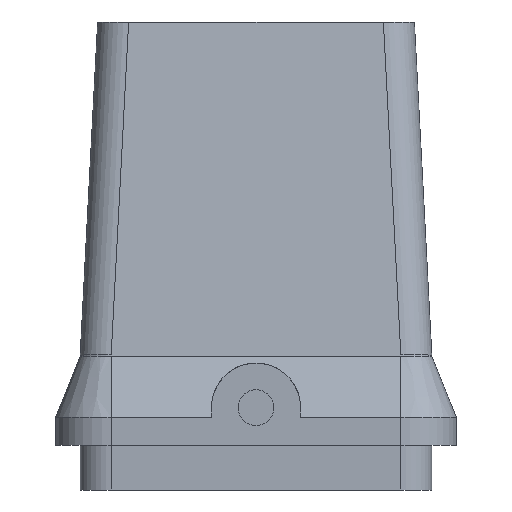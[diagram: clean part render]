
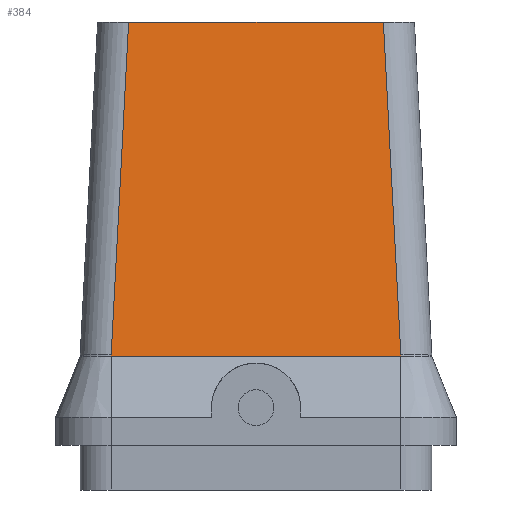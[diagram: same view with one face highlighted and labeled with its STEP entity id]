
A CAD part, left-side view. The second image highlights one B-rep face of the part: STEP entity #384.
In plain terms, the highlighted planar face has unit normal (-0.994, 0, 0.113).
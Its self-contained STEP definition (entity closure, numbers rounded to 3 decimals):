
#384 = ADVANCED_FACE( '', ( #919 ), #920, .F. );
#919 = FACE_OUTER_BOUND( '', #1953, .T. );
#920 = PLANE( '', #1954 );
#1953 = EDGE_LOOP( '', ( #3216, #3217, #3218, #3219, #3220, #3221, #3222, #3223 ) );
#1954 = AXIS2_PLACEMENT_3D( '', #3224, #3225, #3226 );
#3216 = ORIENTED_EDGE( '', *, *, #4927, .F. );
#3217 = ORIENTED_EDGE( '', *, *, #4928, .T. );
#3218 = ORIENTED_EDGE( '', *, *, #4867, .T. );
#3219 = ORIENTED_EDGE( '', *, *, #4802, .T. );
#3220 = ORIENTED_EDGE( '', *, *, #4929, .T. );
#3221 = ORIENTED_EDGE( '', *, *, #4865, .F. );
#3222 = ORIENTED_EDGE( '', *, *, #4584, .F. );
#3223 = ORIENTED_EDGE( '', *, *, #4605, .F. );
#3224 = CARTESIAN_POINT( '', ( -60.5, 124.121, 20. ) );
#3225 = DIRECTION( '', ( 0.994, 0., -0.113 ) );
#3226 = DIRECTION( '', ( -0.113, 0., -0.994 ) );
#4584 = EDGE_CURVE( '', #5383, #5378, #5385, .T. );
#4605 = EDGE_CURVE( '', #5419, #5383, #5421, .F. );
#4802 = EDGE_CURVE( '', #5751, #5372, #5752, .T. );
#4865 = EDGE_CURVE( '', #5378, #5619, #5853, .T. );
#4867 = EDGE_CURVE( '', #5855, #5751, #5856, .T. );
#4927 = EDGE_CURVE( '', #5950, #5419, #5951, .T. );
#4928 = EDGE_CURVE( '', #5950, #5855, #5952, .F. );
#4929 = EDGE_CURVE( '', #5372, #5619, #5953, .T. );
#5372 = VERTEX_POINT( '', #6534 );
#5378 = VERTEX_POINT( '', #6542 );
#5383 = VERTEX_POINT( '', #6622 );
#5385 = B_SPLINE_CURVE_WITH_KNOTS( '', 3, ( #6624, #6625, #6626, #6627 ), .UNSPECIFIED., .F., .F., ( 4, 4 ), ( 0., 0. ), .UNSPECIFIED. );
#5419 = VERTEX_POINT( '', #6745 );
#5421 = LINE( '', #6747, #6748 );
#5619 = VERTEX_POINT( '', #7096 );
#5751 = VERTEX_POINT( '', #7385 );
#5752 = LINE( '', #7386, #7387 );
#5853 = LINE( '', #7603, #7604 );
#5855 = VERTEX_POINT( '', #7606 );
#5856 = B_SPLINE_CURVE_WITH_KNOTS( '', 3, ( #7607, #7608, #7609, #7610 ), .UNSPECIFIED., .F., .F., ( 4, 4 ), ( 0., 0. ), .UNSPECIFIED. );
#5950 = VERTEX_POINT( '', #7740 );
#5951 = LINE( '', #7741, #7742 );
#5952 = LINE( '', #7743, #7744 );
#5953 = LINE( '', #7745, #7746 );
#6534 = CARTESIAN_POINT( '', ( -60.5, 32.5, 20. ) );
#6542 = CARTESIAN_POINT( '', ( -60.5, -32.545, 20. ) );
#6622 = CARTESIAN_POINT( '', ( -60.452, -32.51, 20.422 ) );
#6624 = CARTESIAN_POINT( '', ( -60.452, -32.51, 20.422 ) );
#6625 = CARTESIAN_POINT( '', ( -60.468, -32.517, 20.281 ) );
#6626 = CARTESIAN_POINT( '', ( -60.484, -32.529, 20.14 ) );
#6627 = CARTESIAN_POINT( '', ( -60.5, -32.545, 20. ) );
#6745 = CARTESIAN_POINT( '', ( -52., -28.601, 95. ) );
#6747 = CARTESIAN_POINT( '', ( -60.541, -32.551, 19.64 ) );
#6748 = VECTOR( '', #8560, 1000. );
#7096 = CARTESIAN_POINT( '', ( -60.5, -32.5, 20. ) );
#7385 = CARTESIAN_POINT( '', ( -60.5, 32.545, 20. ) );
#7386 = CARTESIAN_POINT( '', ( -60.5, 124.121, 20. ) );
#7387 = VECTOR( '', #8747, 1000. );
#7603 = CARTESIAN_POINT( '', ( -60.5, -124.121, 20. ) );
#7604 = VECTOR( '', #8820, 1000. );
#7606 = CARTESIAN_POINT( '', ( -60.452, 32.51, 20.422 ) );
#7607 = CARTESIAN_POINT( '', ( -60.452, 32.51, 20.422 ) );
#7608 = CARTESIAN_POINT( '', ( -60.468, 32.517, 20.281 ) );
#7609 = CARTESIAN_POINT( '', ( -60.484, 32.529, 20.14 ) );
#7610 = CARTESIAN_POINT( '', ( -60.5, 32.545, 20. ) );
#7740 = CARTESIAN_POINT( '', ( -52., 28.601, 95. ) );
#7741 = CARTESIAN_POINT( '', ( -52., 0., 95. ) );
#7742 = VECTOR( '', #8893, 1000. );
#7743 = CARTESIAN_POINT( '', ( -60.541, 32.551, 19.64 ) );
#7744 = VECTOR( '', #8894, 1000. );
#7745 = CARTESIAN_POINT( '', ( -60.5, 124.121, 20. ) );
#7746 = VECTOR( '', #8895, 1000. );
#8560 = DIRECTION( '', ( 0.112, 0.052, 0.992 ) );
#8747 = DIRECTION( '', ( 0., -1., 0. ) );
#8820 = DIRECTION( '', ( 0., 1., 0. ) );
#8893 = DIRECTION( '', ( 0., -1., 0. ) );
#8894 = DIRECTION( '', ( 0.112, -0.052, 0.992 ) );
#8895 = DIRECTION( '', ( 0., -1., 0. ) );
